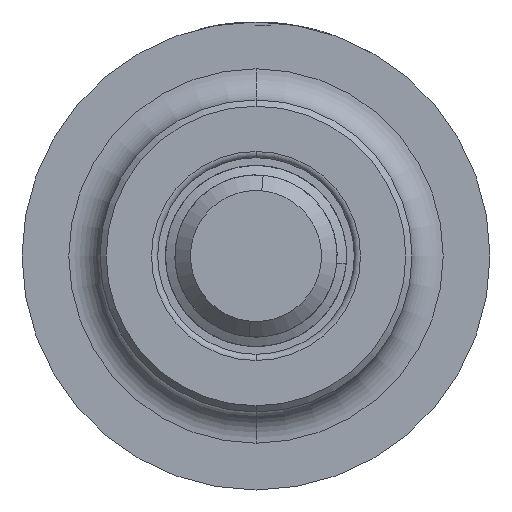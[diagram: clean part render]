
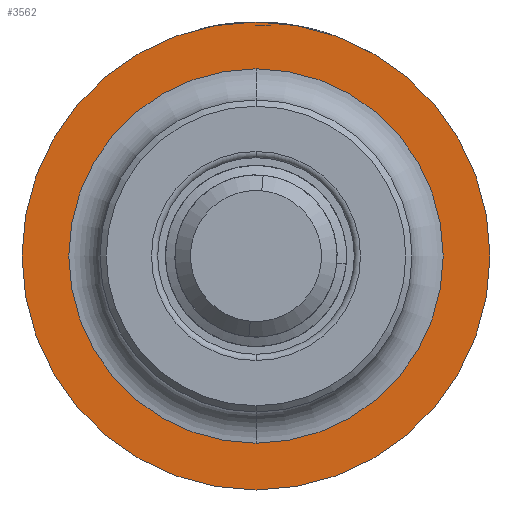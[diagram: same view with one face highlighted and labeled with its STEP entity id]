
A CAD part, front view. The second image highlights one B-rep face of the part: STEP entity #3562.
In plain terms, the highlighted planar face has unit normal (0, -1, 0).
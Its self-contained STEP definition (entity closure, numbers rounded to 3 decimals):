
#130 = CARTESIAN_POINT ( 'NONE',  ( 0., 12.42, 0. ) ) ;
#144 = CARTESIAN_POINT ( 'NONE',  ( 0., 12.42, 6. ) ) ;
#230 = EDGE_CURVE ( 'NONE', #6134, #4356, #3284, .T. ) ;
#356 = EDGE_LOOP ( 'NONE', ( #769, #4270 ) ) ;
#395 = FACE_BOUND ( 'NONE', #843, .T. ) ;
#769 = ORIENTED_EDGE ( 'NONE', *, *, #3719, .T. ) ;
#817 = CIRCLE ( 'NONE', #2582, 6. ) ;
#843 = EDGE_LOOP ( 'NONE', ( #3138, #4364 ) ) ;
#867 = DIRECTION ( 'NONE',  ( 0., -1., 0. ) ) ;
#891 = CIRCLE ( 'NONE', #6159, 7.5 ) ;
#960 = DIRECTION ( 'NONE',  ( 0., 0., -1. ) ) ;
#1914 = DIRECTION ( 'NONE',  ( 0., -1., 0. ) ) ;
#2233 = EDGE_CURVE ( 'NONE', #4356, #6134, #817, .T. ) ;
#2437 = CARTESIAN_POINT ( 'NONE',  ( 0., 12.42, -6. ) ) ;
#2452 = CARTESIAN_POINT ( 'NONE',  ( 0., 12.42, 0. ) ) ;
#2506 = EDGE_CURVE ( 'NONE', #3295, #4111, #891, .T. ) ;
#2582 = AXIS2_PLACEMENT_3D ( 'NONE', #2452, #3010, #960 ) ;
#2980 = AXIS2_PLACEMENT_3D ( 'NONE', #6032, #867, #3421 ) ;
#3010 = DIRECTION ( 'NONE',  ( 0., -1., 0. ) ) ;
#3138 = ORIENTED_EDGE ( 'NONE', *, *, #2233, .F. ) ;
#3215 = CARTESIAN_POINT ( 'NONE',  ( 0., 12.42, 7.5 ) ) ;
#3284 = CIRCLE ( 'NONE', #5546, 6. ) ;
#3295 = VERTEX_POINT ( 'NONE', #3215 ) ;
#3421 = DIRECTION ( 'NONE',  ( 0., 0., -1. ) ) ;
#3562 = ADVANCED_FACE ( 'NONE', ( #6582, #395 ), #6576, .T. ) ;
#3705 = CARTESIAN_POINT ( 'NONE',  ( 0., 12.42, 0. ) ) ;
#3719 = EDGE_CURVE ( 'NONE', #4111, #3295, #6087, .T. ) ;
#3828 = DIRECTION ( 'NONE',  ( 0., 0., -1. ) ) ;
#4111 = VERTEX_POINT ( 'NONE', #6376 ) ;
#4270 = ORIENTED_EDGE ( 'NONE', *, *, #2506, .T. ) ;
#4356 = VERTEX_POINT ( 'NONE', #2437 ) ;
#4364 = ORIENTED_EDGE ( 'NONE', *, *, #230, .F. ) ;
#5034 = CARTESIAN_POINT ( 'NONE',  ( 0., 12.42, 0. ) ) ;
#5080 = DIRECTION ( 'NONE',  ( 0., 0., -1. ) ) ;
#5275 = DIRECTION ( 'NONE',  ( 0., 0., -1. ) ) ;
#5294 = DIRECTION ( 'NONE',  ( 0., -1., 0. ) ) ;
#5441 = AXIS2_PLACEMENT_3D ( 'NONE', #5034, #1914, #5080 ) ;
#5546 = AXIS2_PLACEMENT_3D ( 'NONE', #3705, #5294, #5275 ) ;
#6032 = CARTESIAN_POINT ( 'NONE',  ( 6., 12.42, 0. ) ) ;
#6087 = CIRCLE ( 'NONE', #5441, 7.5 ) ;
#6134 = VERTEX_POINT ( 'NONE', #144 ) ;
#6159 = AXIS2_PLACEMENT_3D ( 'NONE', #130, #6387, #3828 ) ;
#6376 = CARTESIAN_POINT ( 'NONE',  ( 0., 12.42, -7.5 ) ) ;
#6387 = DIRECTION ( 'NONE',  ( 0., -1., 0. ) ) ;
#6576 = PLANE ( 'NONE',  #2980 ) ;
#6582 = FACE_OUTER_BOUND ( 'NONE', #356, .T. ) ;
